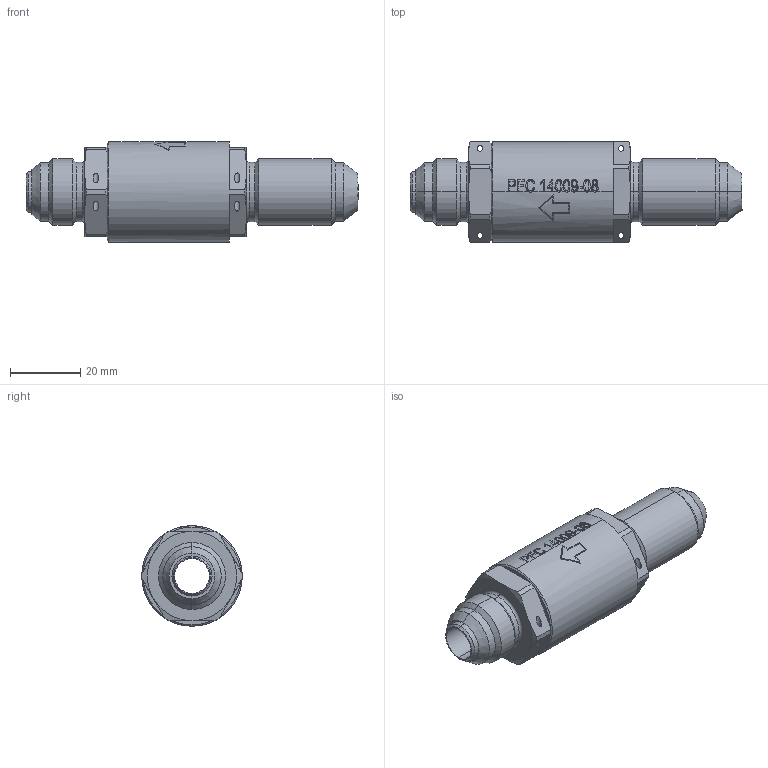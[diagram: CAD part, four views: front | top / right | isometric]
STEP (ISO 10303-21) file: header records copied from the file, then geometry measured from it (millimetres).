
FILE_DESCRIPTION (( 'STEP AP214' ), '1' );
FILE_NAME ('14009.STEP', '2015-07-01T17:31:13', ( '' ), ( '' ), 'SwSTEP 2.0', 'SolidWorks 2015', '' );
FILE_SCHEMA (( 'AUTOMOTIVE_DESIGN' ));
Length unit declared in the file: millimetre
Products named in the file (3): 14009_BODY; 14009; 14009_ADAPTER
Assembly tree (2 placements, depth 2):
  14009
    14009_ADAPTER
    14009_BODY
Bounding box: 94.41 x 28.57 x 28.57 mm (x, y, z)
Volume: 32544.2 mm3; surface area: 13331.6 mm2
Topology: 2 solids, 2 shells, 267 faces, 679 edges, 432 vertices
Faces by surface type: plane 86, bspline 70, cylinder 63, cone 40, torus 8
Entity records: 11787 total; most frequent: CARTESIAN_POINT 5751, ORIENTED_EDGE 1358, DIRECTION 1037, EDGE_CURVE 679, VERTEX_POINT 432, AXIS2_PLACEMENT_3D 378, EDGE_LOOP 295, LINE 281
